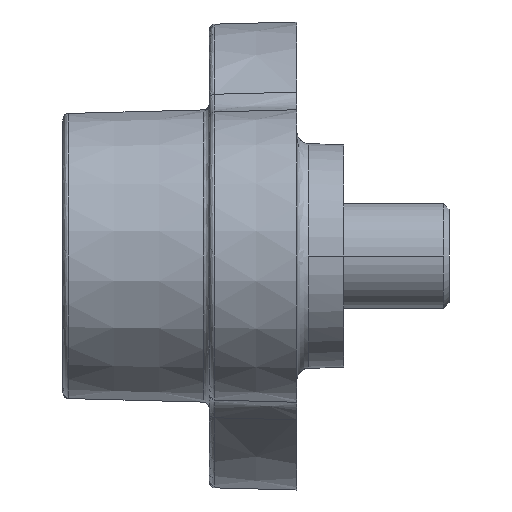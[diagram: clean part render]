
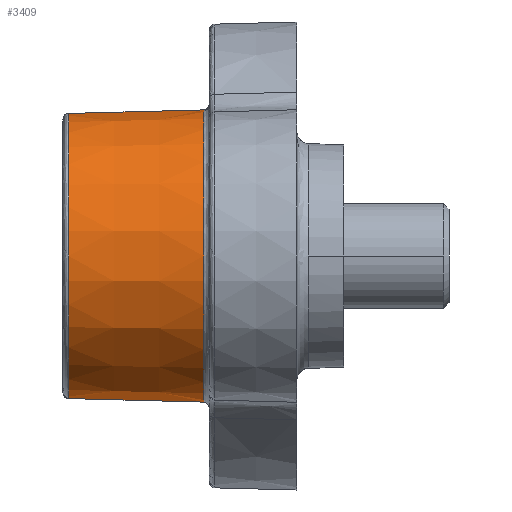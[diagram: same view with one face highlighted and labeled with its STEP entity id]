
A CAD part, left-side view. The second image highlights one B-rep face of the part: STEP entity #3409.
In plain terms, the highlighted conical face has half-angle 1.5 degrees and reference radius 2.497 mm.
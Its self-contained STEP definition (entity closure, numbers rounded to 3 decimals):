
#22 = DIRECTION ( 'NONE',  ( 0., 0., -1. ) ) ;
#213 = CARTESIAN_POINT ( 'NONE',  ( 0., 1.597, 2.497 ) ) ;
#238 = ORIENTED_EDGE ( 'NONE', *, *, #2409, .T. ) ;
#309 = VECTOR ( 'NONE', #3634, 1000. ) ;
#330 = EDGE_CURVE ( 'NONE', #4319, #771, #894, .T. ) ;
#401 = LINE ( 'NONE', #2001, #309 ) ;
#427 = DIRECTION ( 'NONE',  ( 0., -1., 0. ) ) ;
#674 = ORIENTED_EDGE ( 'NONE', *, *, #1558, .T. ) ;
#733 = AXIS2_PLACEMENT_3D ( 'NONE', #2552, #3700, #22 ) ;
#771 = VERTEX_POINT ( 'NONE', #213 ) ;
#893 = AXIS2_PLACEMENT_3D ( 'NONE', #2444, #427, #3218 ) ;
#894 = CIRCLE ( 'NONE', #4539, 2.497 ) ;
#1274 = EDGE_LOOP ( 'NONE', ( #238, #5200, #3704, #674 ) ) ;
#1305 = CARTESIAN_POINT ( 'NONE',  ( 0., -499000., -13069.314 ) ) ;
#1445 = DIRECTION ( 'NONE',  ( 0., 0., -1. ) ) ;
#1479 = CARTESIAN_POINT ( 'NONE',  ( 0., 3.903, -2.437 ) ) ;
#1548 = CONICAL_SURFACE ( 'NONE', #893, 2.497, 0.026 ) ;
#1558 = EDGE_CURVE ( 'NONE', #4253, #3296, #2701, .T. ) ;
#1929 = CARTESIAN_POINT ( 'NONE',  ( 0., 3.903, 2.437 ) ) ;
#2001 = CARTESIAN_POINT ( 'NONE',  ( 0., 1.5, 2.5 ) ) ;
#2108 = LINE ( 'NONE', #1305, #3110 ) ;
#2362 = EDGE_CURVE ( 'NONE', #4253, #771, #401, .T. ) ;
#2409 = EDGE_CURVE ( 'NONE', #3296, #4319, #2108, .T. ) ;
#2444 = CARTESIAN_POINT ( 'NONE',  ( 0., 1.597, 0. ) ) ;
#2460 = CARTESIAN_POINT ( 'NONE',  ( 0., 1.597, -2.497 ) ) ;
#2552 = CARTESIAN_POINT ( 'NONE',  ( 0., 3.903, 0. ) ) ;
#2701 = CIRCLE ( 'NONE', #733, 2.437 ) ;
#2780 = DIRECTION ( 'NONE',  ( 0., 1., 0. ) ) ;
#3110 = VECTOR ( 'NONE', #5110, 1000. ) ;
#3206 = CARTESIAN_POINT ( 'NONE',  ( 0., 1.597, 0. ) ) ;
#3218 = DIRECTION ( 'NONE',  ( 0., 0., -1. ) ) ;
#3296 = VERTEX_POINT ( 'NONE', #1479 ) ;
#3409 = ADVANCED_FACE ( 'NONE', ( #3651 ), #1548, .T. ) ;
#3634 = DIRECTION ( 'NONE',  ( 0., -1., 0.026 ) ) ;
#3651 = FACE_OUTER_BOUND ( 'NONE', #1274, .T. ) ;
#3700 = DIRECTION ( 'NONE',  ( 0., -1., 0. ) ) ;
#3704 = ORIENTED_EDGE ( 'NONE', *, *, #2362, .F. ) ;
#4253 = VERTEX_POINT ( 'NONE', #1929 ) ;
#4319 = VERTEX_POINT ( 'NONE', #2460 ) ;
#4539 = AXIS2_PLACEMENT_3D ( 'NONE', #3206, #2780, #1445 ) ;
#5110 = DIRECTION ( 'NONE',  ( 0., -1., -0.026 ) ) ;
#5200 = ORIENTED_EDGE ( 'NONE', *, *, #330, .T. ) ;
